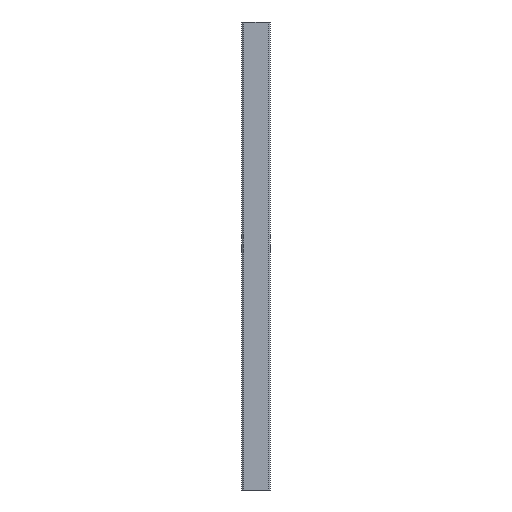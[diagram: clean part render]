
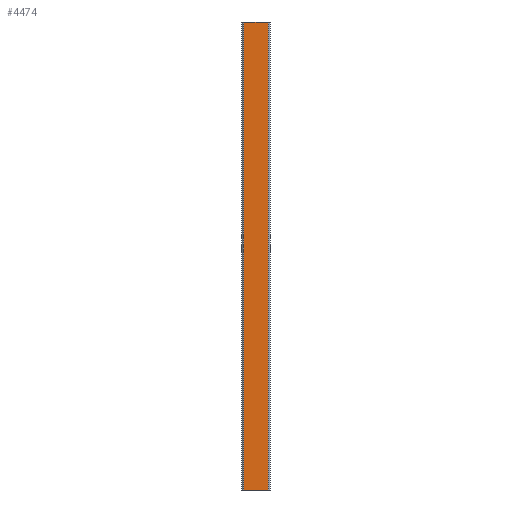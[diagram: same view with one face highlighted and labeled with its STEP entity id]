
A CAD part, left-side view. The second image highlights one B-rep face of the part: STEP entity #4474.
In plain terms, the highlighted planar face has unit normal (-1, 0, 0).
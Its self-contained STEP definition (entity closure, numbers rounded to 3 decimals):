
#965 = VERTEX_POINT ( 'NONE', #3052 ) ;
#988 = EDGE_CURVE ( 'NONE', #965, #1017, #3199, .T. ) ;
#1017 = VERTEX_POINT ( 'NONE', #3244 ) ;
#1192 = VERTEX_POINT ( 'NONE', #3512 ) ;
#1194 = VERTEX_POINT ( 'NONE', #3507 ) ;
#1196 = EDGE_CURVE ( 'NONE', #1192, #1194, #3467, .T. ) ;
#3052 = CARTESIAN_POINT ( 'NONE',  ( -3930.233, -3373.608, 500. ) ) ;
#3188 = DIRECTION ( 'NONE',  ( 0., -1., 0. ) ) ;
#3189 = VECTOR ( 'NONE', #3188, 1000. ) ;
#3190 = CARTESIAN_POINT ( 'NONE',  ( -3930.233, -3373.608, 500. ) ) ;
#3199 = LINE ( 'NONE', #3190, #3189 ) ;
#3244 = CARTESIAN_POINT ( 'NONE',  ( -3930.233, -3399.608, 500. ) ) ;
#3464 = DIRECTION ( 'NONE',  ( 0., -1., 0. ) ) ;
#3465 = VECTOR ( 'NONE', #3464, 1000. ) ;
#3466 = CARTESIAN_POINT ( 'NONE',  ( -3930.233, -3373.608, 0. ) ) ;
#3467 = LINE ( 'NONE', #3466, #3465 ) ;
#3507 = CARTESIAN_POINT ( 'NONE',  ( -3930.233, -3399.608, 0. ) ) ;
#3512 = CARTESIAN_POINT ( 'NONE',  ( -3930.233, -3373.608, 0. ) ) ;
#4374 = ORIENTED_EDGE ( 'NONE', *, *, #1196, .T. ) ;
#4376 = ORIENTED_EDGE ( 'NONE', *, *, #4441, .T. ) ;
#4377 = ORIENTED_EDGE ( 'NONE', *, *, #988, .F. ) ;
#4441 = EDGE_CURVE ( 'NONE', #965, #1192, #4598, .T. ) ;
#4472 = EDGE_CURVE ( 'NONE', #1017, #1194, #4676, .T. ) ;
#4473 = ORIENTED_EDGE ( 'NONE', *, *, #4472, .F. ) ;
#4474 = ADVANCED_FACE ( 'NONE', ( #4594 ), #4660, .F. ) ;
#4534 = EDGE_LOOP ( 'NONE', ( #4374, #4473, #4377, #4376 ) ) ;
#4594 = FACE_OUTER_BOUND ( 'NONE', #4534, .T. ) ;
#4597 = VECTOR ( 'NONE', #4604, 1000. ) ;
#4598 = LINE ( 'NONE', #4602, #4597 ) ;
#4601 = CARTESIAN_POINT ( 'NONE',  ( -3930.233, -3399.608, 500. ) ) ;
#4602 = CARTESIAN_POINT ( 'NONE',  ( -3930.233, -3373.608, 500. ) ) ;
#4604 = DIRECTION ( 'NONE',  ( 0., 0., -1. ) ) ;
#4660 = PLANE ( 'NONE',  #4681 ) ;
#4663 = DIRECTION ( 'NONE',  ( 1., 0., 0. ) ) ;
#4664 = CARTESIAN_POINT ( 'NONE',  ( -3930.233, -3373.608, 500. ) ) ;
#4667 = DIRECTION ( 'NONE',  ( 0., 0., -1. ) ) ;
#4668 = VECTOR ( 'NONE', #4667, 1000. ) ;
#4673 = DIRECTION ( 'NONE',  ( 0., 0., -1. ) ) ;
#4676 = LINE ( 'NONE', #4601, #4668 ) ;
#4681 = AXIS2_PLACEMENT_3D ( 'NONE', #4664, #4663, #4673 ) ;
